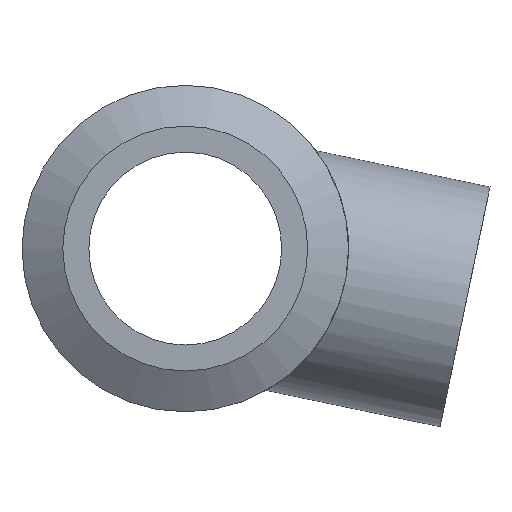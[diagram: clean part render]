
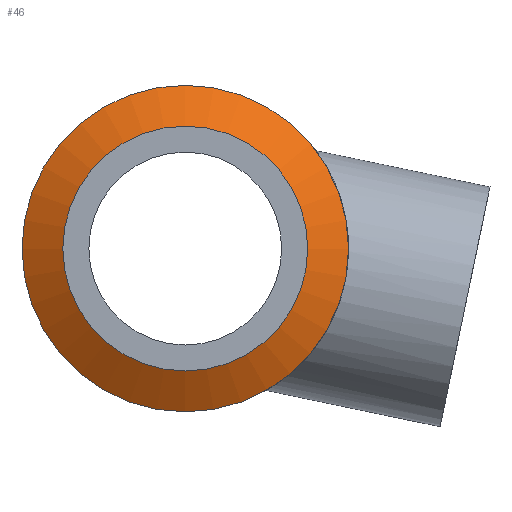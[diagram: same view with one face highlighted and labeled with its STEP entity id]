
A CAD part, left-side view. The second image highlights one B-rep face of the part: STEP entity #46.
In plain terms, the highlighted conical face has half-angle 60 degrees and reference radius 38.1 mm.
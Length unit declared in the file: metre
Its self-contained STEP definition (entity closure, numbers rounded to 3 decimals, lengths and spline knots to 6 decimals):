
#46 = ADVANCED_FACE( '', ( #95, #96 ), #97, .T. );
#95 = FACE_OUTER_BOUND( '', #142, .T. );
#96 = FACE_BOUND( '', #143, .T. );
#97 = CONICAL_SURFACE( '', #144, 0.0381, 1.047 );
#142 = EDGE_LOOP( '', ( #195 ) );
#143 = EDGE_LOOP( '', ( #196 ) );
#144 = AXIS2_PLACEMENT_3D( '', #197, #198, #199 );
#195 = ORIENTED_EDGE( '', *, *, #229, .F. );
#196 = ORIENTED_EDGE( '', *, *, #221, .F. );
#197 = CARTESIAN_POINT( '', ( -0.107726, -1.097948, 1.225612 ) );
#198 = DIRECTION( '', ( 1., 0., 0. ) );
#199 = DIRECTION( '', ( 0., 0., -1. ) );
#221 = EDGE_CURVE( '', #242, #242, #243, .T. );
#229 = EDGE_CURVE( '', #255, #255, #256, .F. );
#242 = VERTEX_POINT( '', #272 );
#243 = CIRCLE( '', #273, 0.0381 );
#255 = VERTEX_POINT( '', #432 );
#256 = CIRCLE( '', #433, 0.0508 );
#272 = CARTESIAN_POINT( '', ( -0.107726, -1.097948, 1.263712 ) );
#273 = AXIS2_PLACEMENT_3D( '', #448, #449, #450 );
#432 = CARTESIAN_POINT( '', ( -0.100394, -1.097948, 1.276412 ) );
#433 = AXIS2_PLACEMENT_3D( '', #460, #461, #462 );
#448 = CARTESIAN_POINT( '', ( -0.107726, -1.097948, 1.225612 ) );
#449 = DIRECTION( '', ( -1., 0., 0. ) );
#450 = DIRECTION( '', ( 0., 0., 1. ) );
#460 = CARTESIAN_POINT( '', ( -0.100394, -1.097948, 1.225612 ) );
#461 = DIRECTION( '', ( -1., 0., 0. ) );
#462 = DIRECTION( '', ( 0., 0., 1. ) );
